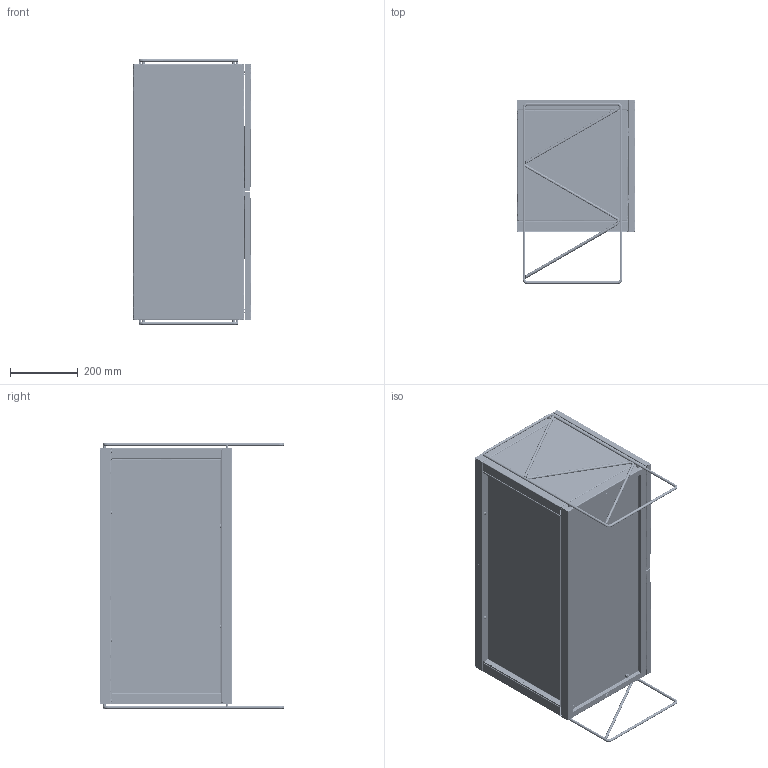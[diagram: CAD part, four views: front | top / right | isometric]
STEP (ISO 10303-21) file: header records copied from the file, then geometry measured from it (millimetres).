
FILE_DESCRIPTION (( 'STEP AP203' ), '1' );
FILE_NAME ('1310.STEP', '2023-06-14T11:02:49', ( '' ), ( '' ), 'SwSTEP 2.0', 'SolidWorks 2022', '' );
FILE_SCHEMA (( 'CONFIG_CONTROL_DESIGN' ));
Length unit declared in the file: millimetre
Products named in the file (21): 1310; Vecko D - SKR Mala-1.IGS; 08131036.IGS; 04800615.IGS; 08131031.IGS; 1310.IGS; BOK D - SKR Mala.IGS; 08131034.IGS; Pricka D - SKR Mala.IGS; BOK D - SKR Mala-1.IGS; Vecko D - SKR Mala.IGS; 08131033.IGS; 08131037.IGS; 08131032.IGS; Sroub ISO 7049 - CH_ST4,8x9,5-C-H.IGS; Matice  M6-6-A3L ISO 4032.IGS; Sroub M6x8-hl10_ST6,3x13-F-H.IGS; Šroub - boky.IGS; 08131035.IGS; 08131038.IGS; Magnet dveře.IGS
Assembly tree (70 placements, depth 3):
  1310
    1310.IGS
      08131035.IGS
      08131031.IGS
      08131034.IGS
      08131033.IGS
      08131038.IGS  x4
      08131036.IGS  x2
      08131037.IGS  x2
      08131032.IGS
      BOK D - SKR Mala.IGS
      Vecko D - SKR Mala.IGS
      Pricka D - SKR Mala.IGS  x2
      Šroub - boky.IGS  x8
      BOK D - SKR Mala-1.IGS
      Vecko D - SKR Mala-1.IGS
      Sroub M6x8-hl10_ST6,3x13-F-H.IGS  x10
      Matice  M6-6-A3L ISO 4032.IGS  x18
      Sroub ISO 7049 - CH_ST4,8x9,5-C-H.IGS  x6
      Magnet dveře.IGS  x4
      04800615.IGS  x4
Bounding box: 346.72 x 544.6 x 785 mm (x, y, z)
Volume: 1673829.9 mm3; surface area: 4024154.2 mm2
Topology: 69 solids, 69 shells, 4671 faces, 12139 edges, 7558 vertices
Faces by surface type: bspline 3254, plane 1417
Entity records: 81755 total; most frequent: CARTESIAN_POINT 27869, ORIENTED_EDGE 11266, DIRECTION 9200, EDGE_CURVE 5633, VERTEX_POINT 3505, AXIS2_PLACEMENT_3D 3253, EDGE_LOOP 3130, LINE 2694
